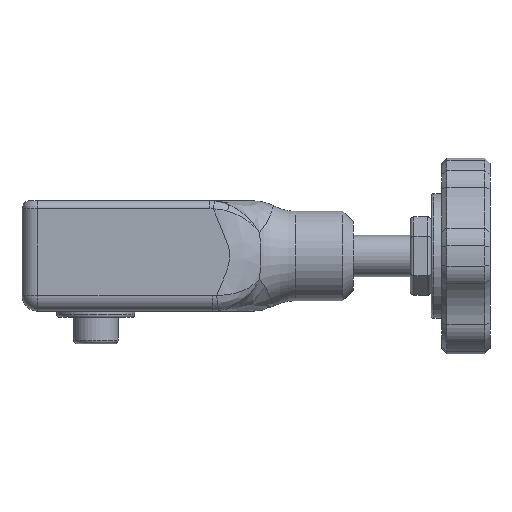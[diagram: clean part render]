
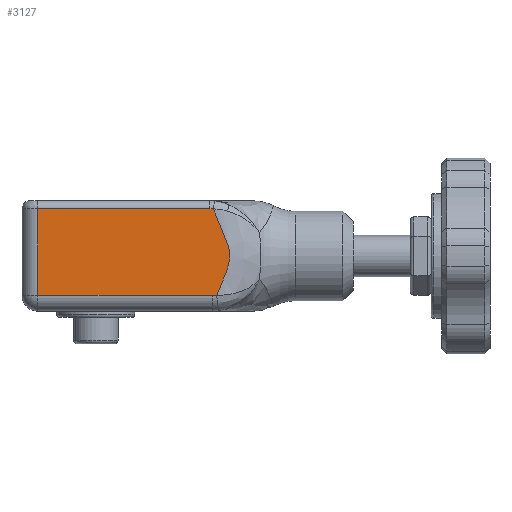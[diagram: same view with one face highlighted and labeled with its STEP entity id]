
A CAD part, left-side view. The second image highlights one B-rep face of the part: STEP entity #3127.
In plain terms, the highlighted planar face has unit normal (-1, 0, 0).
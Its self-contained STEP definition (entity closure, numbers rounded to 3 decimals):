
#67=B_SPLINE_CURVE_WITH_KNOTS('',3,(#5203,#5204,#5205,#5206),
 .UNSPECIFIED.,.F.,.F.,(4,4),(0.,0.071),.UNSPECIFIED.);
#81=B_SPLINE_CURVE_WITH_KNOTS('',3,(#5673,#5674,#5675,#5676),
 .UNSPECIFIED.,.F.,.F.,(4,4),(0.,0.079),.UNSPECIFIED.);
#82=B_SPLINE_CURVE_WITH_KNOTS('',3,(#5737,#5738,#5739,#5740,#5741,#5742,
#5743,#5744,#5745,#5746,#5747,#5748),.UNSPECIFIED.,.F.,.F.,(4,1,1,1,1,1,
1,1,1,4),(-2.876,-2.627,-2.378,-2.129,
-2.004,-1.88,-1.755,-1.631,
-1.382,-1.133),.UNSPECIFIED.);
#403=PLANE('',#3490);
#533=FACE_OUTER_BOUND('',#751,.T.);
#751=EDGE_LOOP('',(#2518,#2519,#2520,#2521,#2522,#2523));
#983=LINE('',#5210,#1219);
#987=LINE('',#5521,#1223);
#994=LINE('',#5545,#1230);
#1219=VECTOR('',#4100,10.);
#1223=VECTOR('',#4140,10.);
#1230=VECTOR('',#4167,10.);
#1455=VERTEX_POINT('',#5167);
#1456=VERTEX_POINT('',#5201);
#1457=VERTEX_POINT('',#5208);
#1469=VERTEX_POINT('',#5498);
#1470=VERTEX_POINT('',#5513);
#1479=VERTEX_POINT('',#5543);
#1786=EDGE_CURVE('',#1456,#1455,#67,.T.);
#1788=EDGE_CURVE('',#1457,#1456,#983,.T.);
#1814=EDGE_CURVE('',#1470,#1457,#987,.T.);
#1826=EDGE_CURVE('',#1479,#1470,#994,.T.);
#1834=EDGE_CURVE('',#1469,#1479,#81,.T.);
#1835=EDGE_CURVE('',#1455,#1469,#82,.T.);
#2518=ORIENTED_EDGE('',*,*,#1788,.F.);
#2519=ORIENTED_EDGE('',*,*,#1814,.F.);
#2520=ORIENTED_EDGE('',*,*,#1826,.F.);
#2521=ORIENTED_EDGE('',*,*,#1834,.F.);
#2522=ORIENTED_EDGE('',*,*,#1835,.F.);
#2523=ORIENTED_EDGE('',*,*,#1786,.F.);
#3127=ADVANCED_FACE('',(#533),#403,.T.);
#3490=AXIS2_PLACEMENT_3D('',#6124,#4185,#4186);
#4100=DIRECTION('',(0.,-1.,0.));
#4140=DIRECTION('',(0.,0.,1.));
#4167=DIRECTION('',(0.,1.,0.));
#4185=DIRECTION('center_axis',(-1.,0.,0.));
#4186=DIRECTION('ref_axis',(0.,1.,0.));
#5167=CARTESIAN_POINT('',(-14.05,-22.42,-1.535));
#5201=CARTESIAN_POINT('',(-14.05,-21.714,-1.5));
#5203=CARTESIAN_POINT('Ctrl Pts',(-14.05,-21.714,-1.5));
#5204=CARTESIAN_POINT('Ctrl Pts',(-14.05,-21.949,-1.5));
#5205=CARTESIAN_POINT('Ctrl Pts',(-14.05,-22.185,-1.512));
#5206=CARTESIAN_POINT('Ctrl Pts',(-14.05,-22.42,-1.535));
#5208=CARTESIAN_POINT('',(-14.05,11.05,-1.5));
#5210=CARTESIAN_POINT('',(-14.05,-7.025,-1.5));
#5498=CARTESIAN_POINT('',(-14.05,-23.,-17.945));
#5513=CARTESIAN_POINT('',(-14.05,11.05,-18.));
#5521=CARTESIAN_POINT('',(-14.05,11.05,0.));
#5543=CARTESIAN_POINT('',(-14.05,-22.209,-18.));
#5545=CARTESIAN_POINT('',(-14.05,-7.025,-18.));
#5673=CARTESIAN_POINT('Ctrl Pts',(-14.05,-23.,-17.945));
#5674=CARTESIAN_POINT('Ctrl Pts',(-14.05,-22.738,-17.982));
#5675=CARTESIAN_POINT('Ctrl Pts',(-14.05,-22.474,-18.));
#5676=CARTESIAN_POINT('Ctrl Pts',(-14.05,-22.209,-18.));
#5737=CARTESIAN_POINT('Ctrl Pts',(-14.05,-22.42,-1.535));
#5738=CARTESIAN_POINT('Ctrl Pts',(-14.05,-22.697,-2.318));
#5739=CARTESIAN_POINT('Ctrl Pts',(-14.05,-23.318,-3.86));
#5740=CARTESIAN_POINT('Ctrl Pts',(-14.05,-24.344,-6.126));
#5741=CARTESIAN_POINT('Ctrl Pts',(-14.05,-25.126,-8.054));
#5742=CARTESIAN_POINT('Ctrl Pts',(-14.05,-25.472,-9.684));
#5743=CARTESIAN_POINT('Ctrl Pts',(-14.05,-25.509,-10.934));
#5744=CARTESIAN_POINT('Ctrl Pts',(-14.05,-25.312,-12.169));
#5745=CARTESIAN_POINT('Ctrl Pts',(-14.05,-24.821,-13.758));
#5746=CARTESIAN_POINT('Ctrl Pts',(-14.05,-23.987,-15.659));
#5747=CARTESIAN_POINT('Ctrl Pts',(-14.05,-23.314,-17.177));
#5748=CARTESIAN_POINT('Ctrl Pts',(-14.05,-23.,-17.945));
#6124=CARTESIAN_POINT('Origin',(-14.05,-14.05,0.));
